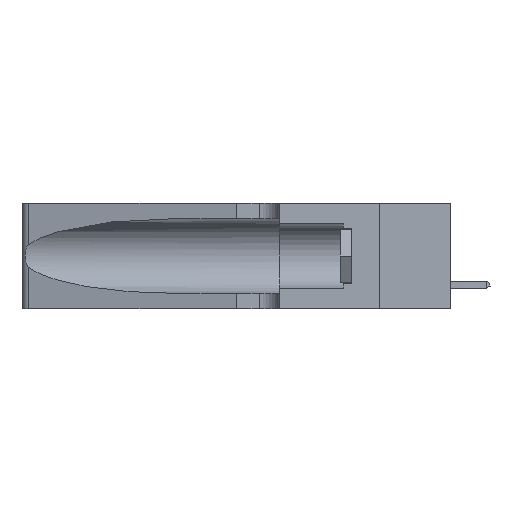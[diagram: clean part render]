
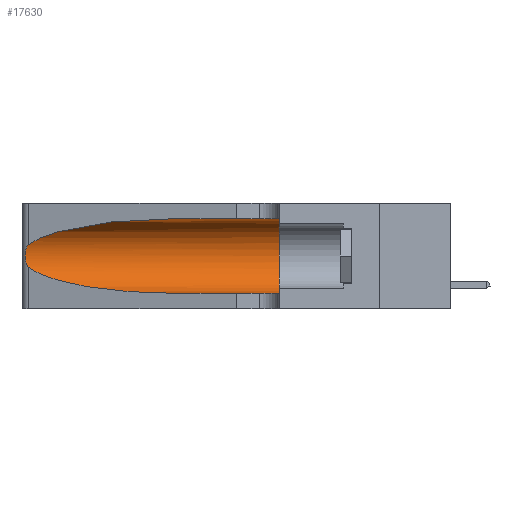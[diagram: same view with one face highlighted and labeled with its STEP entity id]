
A CAD part, left-side view. The second image highlights one B-rep face of the part: STEP entity #17630.
In plain terms, the highlighted cylindrical face has radius 3.308 mm (diameter 6.617 mm), a partial arc.
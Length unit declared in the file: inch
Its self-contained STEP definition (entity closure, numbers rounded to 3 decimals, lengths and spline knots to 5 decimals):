
#342 = EDGE_CURVE ( 'NONE', #20421, #4362, #33357, .T. ) ;
#346 = CARTESIAN_POINT ( 'NONE',  ( 0.25487, 1.22718, 0.14631 ) ) ;
#872 = CARTESIAN_POINT ( 'NONE',  ( 0.25487, 1.22718, 0.22369 ) ) ;
#1444 = CARTESIAN_POINT ( 'NONE',  ( 0.25487, 1.22718, 0.22369 ) ) ;
#2392 = CARTESIAN_POINT ( 'NONE',  ( 0.26018, 1.23835, 0.19895 ) ) ;
#2892 = AXIS2_PLACEMENT_3D ( 'NONE', #16428, #27191, #32234 ) ;
#3158 = ORIENTED_EDGE ( 'NONE', *, *, #6643, .T. ) ;
#4362 = VERTEX_POINT ( 'NONE', #872 ) ;
#4659 = EDGE_LOOP ( 'NONE', ( #21252, #6088, #23201, #3158, #14202, #13123 ) ) ;
#4731 = CARTESIAN_POINT ( 'NONE',  ( 0.1305, 0.35, 0.31525 ) ) ;
#5410 = CARTESIAN_POINT ( 'NONE',  ( 0.26075, 1.23896, 0.178 ) ) ;
#6088 = ORIENTED_EDGE ( 'NONE', *, *, #13229, .T. ) ;
#6643 = EDGE_CURVE ( 'NONE', #10407, #17497, #29827, .T. ) ;
#8092 = CARTESIAN_POINT ( 'NONE',  ( 0.26017, 1.23833, 0.17102 ) ) ;
#8104 = EDGE_CURVE ( 'NONE', #20500, #17497, #11518, .T. ) ;
#8823 = CARTESIAN_POINT ( 'NONE',  ( 0.2373, 1.15595, 0.08982 ) ) ;
#9405 = CARTESIAN_POINT ( 'NONE',  ( 0.2373, 1.15595, 0.28018 ) ) ;
#10310 = VERTEX_POINT ( 'NONE', #346 ) ;
#10407 = VERTEX_POINT ( 'NONE', #32965 ) ;
#11518 = CIRCLE ( 'NONE', #2892, 0.13025 ) ;
#11825 = CYLINDRICAL_SURFACE ( 'NONE', #14683, 0.13025 ) ;
#12619 = CARTESIAN_POINT ( 'NONE',  ( 0.1305, 0.35, 0.05475 ) ) ;
#13119 = CARTESIAN_POINT ( 'NONE',  ( 0.25856, 1.23593, 0.16098 ) ) ;
#13123 = ORIENTED_EDGE ( 'NONE', *, *, #20991, .F. ) ;
#13229 = EDGE_CURVE ( 'NONE', #4362, #10310, #24942, .T. ) ;
#14202 = ORIENTED_EDGE ( 'NONE', *, *, #8104, .F. ) ;
#14412 = CARTESIAN_POINT ( 'NONE',  ( 0.25487, 1.22718, 0.14631 ) ) ;
#14546 = CARTESIAN_POINT ( 'NONE',  ( 0.1305, 1.61858, 0.185 ) ) ;
#14683 = AXIS2_PLACEMENT_3D ( 'NONE', #14546, #17253, #17363 ) ;
#16428 = CARTESIAN_POINT ( 'NONE',  ( 0.1305, 0.35, 0.185 ) ) ;
#17220 = CARTESIAN_POINT ( 'NONE',  ( 0.1305, 0.72297, 0.31525 ) ) ;
#17253 = DIRECTION ( 'NONE',  ( 0., -1., 0. ) ) ;
#17363 = DIRECTION ( 'NONE',  ( 0., 0., -1. ) ) ;
#17497 = VERTEX_POINT ( 'NONE', #12619 ) ;
#17630 = ADVANCED_FACE ( 'NONE', ( #18991 ), #11825, .F. ) ;
#18453 = CARTESIAN_POINT ( 'NONE',  ( 0.25487, 1.22718, 0.22369 ) ) ;
#18849 = CARTESIAN_POINT ( 'NONE',  ( 0.25487, 1.22718, 0.14631 ) ) ;
#18959 = CARTESIAN_POINT ( 'NONE',  ( 0.25639, 1.23184, 0.21858 ) ) ;
#18991 = FACE_OUTER_BOUND ( 'NONE', #4659, .T. ) ;
#19703 = CARTESIAN_POINT ( 'NONE',  ( 0.18966, 0.96281, 0.05475 ) ) ;
#19972 = CARTESIAN_POINT ( 'NONE',  ( 0.25639, 1.23186, 0.15144 ) ) ;
#20421 = VERTEX_POINT ( 'NONE', #31133 ) ;
#20500 = VERTEX_POINT ( 'NONE', #4731 ) ;
#20827 = CARTESIAN_POINT ( 'NONE',  ( 0.1305, 1.61858, 0.05475 ) ) ;
#20991 = EDGE_CURVE ( 'NONE', #20421, #20500, #21652, .T. ) ;
#21219 = CARTESIAN_POINT ( 'NONE',  ( 0.25854, 1.2359, 0.20912 ) ) ;
#21252 = ORIENTED_EDGE ( 'NONE', *, *, #342, .T. ) ;
#21277 = VECTOR ( 'NONE', #25452, 39.37008 ) ;
#21557 = CARTESIAN_POINT ( 'NONE',  ( 0.26075, 1.23896, 0.19203 ) ) ;
#21652 = LINE ( 'NONE', #25103, #21277 ) ;
#23159 = CARTESIAN_POINT ( 'NONE',  ( 0.25555, 1.22993, 0.14849 ) ) ;
#23201 = ORIENTED_EDGE ( 'NONE', *, *, #25114, .T. ) ;
#24368 = CARTESIAN_POINT ( 'NONE',  ( 0.25787, 1.23484, 0.2124 ) ) ;
#24711 = VECTOR ( 'NONE', #28867, 39.37008 ) ;
#24942 = B_SPLINE_CURVE_WITH_KNOTS ( 'NONE', 3,
 ( #18453, #27424, #18959, #24368, #21219, #2392, #21557, #5410, #8092, #13119, #31906, #19972, #23159, #18849 ),
 .UNSPECIFIED., .F., .F.,
 ( 4, 2, 2, 2, 2, 2, 4 ),
 ( 0., 0.00027, 0.00053, 0.00107, 0.0016, 0.00187, 0.00214 ),
 .UNSPECIFIED. ) ;
#25103 = CARTESIAN_POINT ( 'NONE',  ( 0.1305, 1.61858, 0.31525 ) ) ;
#25114 = EDGE_CURVE ( 'NONE', #10310, #10407, #29100, .T. ) ;
#25452 = DIRECTION ( 'NONE',  ( 0., -1., 0. ) ) ;
#27191 = DIRECTION ( 'NONE',  ( 0., 1., 0. ) ) ;
#27424 = CARTESIAN_POINT ( 'NONE',  ( 0.25555, 1.22994, 0.2215 ) ) ;
#28867 = DIRECTION ( 'NONE',  ( 0., -1., 0. ) ) ;
#29100 =( BOUNDED_CURVE ( )  B_SPLINE_CURVE ( 3, ( #14412, #8823, #19703, #33113 ),
 .UNSPECIFIED., .F., .F. ) 
 B_SPLINE_CURVE_WITH_KNOTS ( ( 4, 4 ),
 ( 3.44316, 4.71239 ),
 .UNSPECIFIED. ) 
 CURVE ( )  GEOMETRIC_REPRESENTATION_ITEM ( )  RATIONAL_B_SPLINE_CURVE ( ( 1., 0.87, 0.87, 1. ) ) 
 REPRESENTATION_ITEM ( '' )  );
#29827 = LINE ( 'NONE', #20827, #24711 ) ;
#31133 = CARTESIAN_POINT ( 'NONE',  ( 0.1305, 0.72297, 0.31525 ) ) ;
#31906 = CARTESIAN_POINT ( 'NONE',  ( 0.25789, 1.23486, 0.15765 ) ) ;
#32234 = DIRECTION ( 'NONE',  ( 0., 0., 1. ) ) ;
#32965 = CARTESIAN_POINT ( 'NONE',  ( 0.1305, 0.72297, 0.05475 ) ) ;
#33113 = CARTESIAN_POINT ( 'NONE',  ( 0.1305, 0.72297, 0.05475 ) ) ;
#33357 =( BOUNDED_CURVE ( )  B_SPLINE_CURVE ( 3, ( #17220, #33706, #9405, #1444 ),
 .UNSPECIFIED., .F., .F. ) 
 B_SPLINE_CURVE_WITH_KNOTS ( ( 4, 4 ),
 ( 1.5708, 2.84003 ),
 .UNSPECIFIED. ) 
 CURVE ( )  GEOMETRIC_REPRESENTATION_ITEM ( )  RATIONAL_B_SPLINE_CURVE ( ( 1., 0.87, 0.87, 1. ) ) 
 REPRESENTATION_ITEM ( '' )  );
#33706 = CARTESIAN_POINT ( 'NONE',  ( 0.18966, 0.96281, 0.31525 ) ) ;
